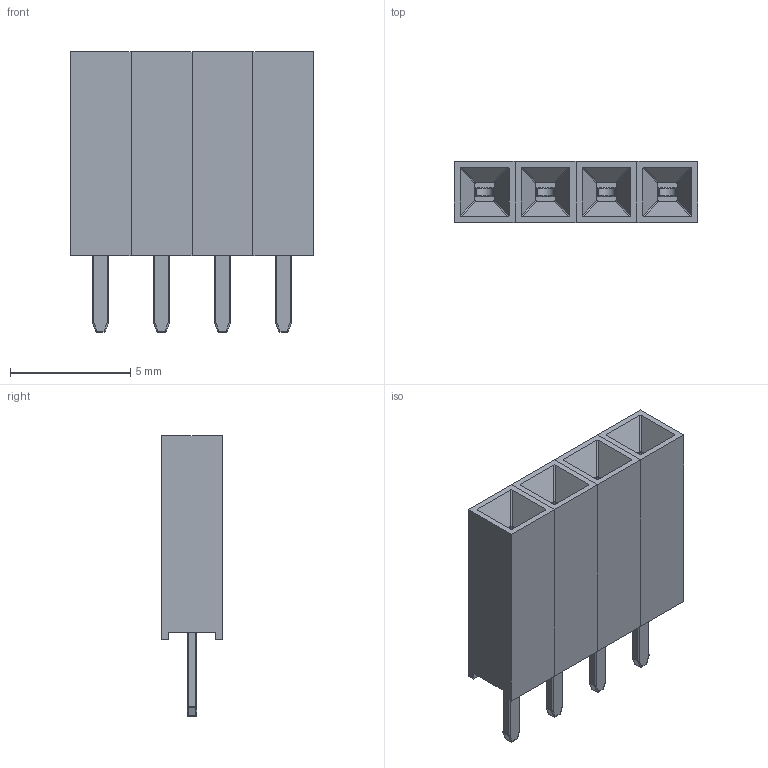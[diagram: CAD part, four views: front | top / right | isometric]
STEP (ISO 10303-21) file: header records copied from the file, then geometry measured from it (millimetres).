
FILE_DESCRIPTION(/* description */ (''),/* implementation_level */ '2;1');
FILE_NAME(/* name */ 'Female Pin Header 01x04.stp',/* time_stamp */ '2019-11-24T13:22:14+01:00',/* author */ ('Bernd das Brot'),/* organization */ (''),/* preprocessor_version */ 'ST-DEVELOPER v18',/* originating_system */ 'Autodesk Inventor 2020',/* authorisation */ '');
FILE_SCHEMA (('AUTOMOTIVE_DESIGN { 1 0 10303 214 3 1 1 }'));
Length unit declared in the file: millimetre
Products named in the file (2): Female Pin Header 01x04; Female Pin Header 1x
Assembly tree (4 placements, depth 2):
  Female Pin Header 01x04
    Female Pin Header 1x  x4
Bounding box: 10.16 x 2.54 x 11.7 mm (x, y, z)
Volume: 113.3 mm3; surface area: 749 mm2
Topology: 4 solids, 4 shells, 600 faces, 1384 edges, 784 vertices
Faces by surface type: cylinder 268, plane 180, sphere 80, torus 56, bspline 16
Entity records: 4517 total; most frequent: CARTESIAN_POINT 814, DIRECTION 794, ORIENTED_EDGE 684, EDGE_CURVE 342, AXIS2_PLACEMENT_3D 304, VERTEX_POINT 196, LINE 186, VECTOR 186
